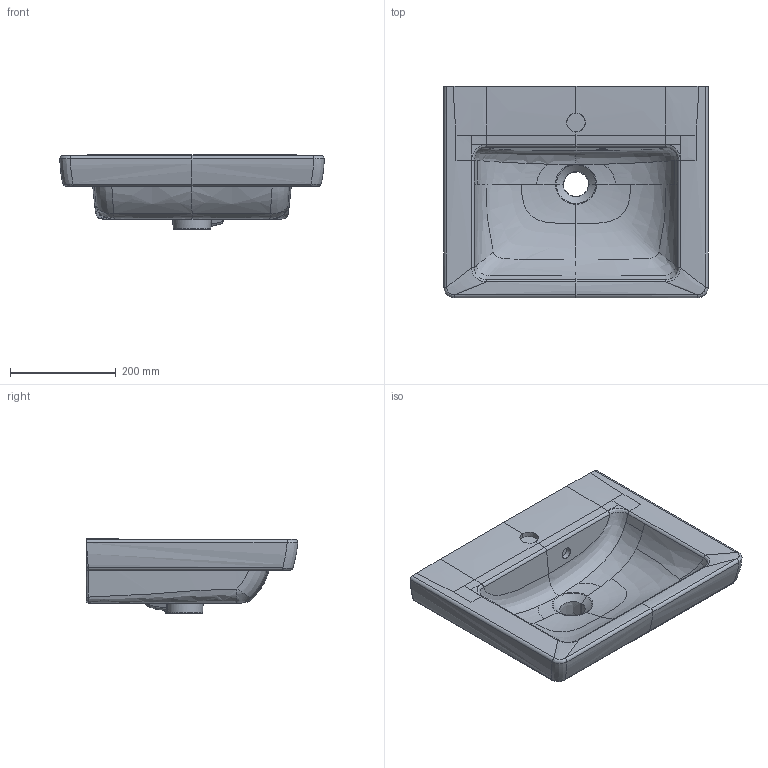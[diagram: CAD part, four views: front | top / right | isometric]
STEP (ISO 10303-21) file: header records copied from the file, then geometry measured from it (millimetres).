
FILE_DESCRIPTION(/* description */ (''),/* implementation_level */ '2;1');
FILE_NAME(/* name */ '7315F0_Subway_2.0_WB-50.stp',/* time_stamp */ '2018-11-14T09:55:03+01:00',/* author */ (''),/* organization */ (''),/* preprocessor_version */ 'ST-DEVELOPER v16',/* originating_system */ 'SIEMENS PLM Software NX 10.0',/* authorisation */ '');
FILE_SCHEMA (('AUTOMOTIVE_DESIGN { 1 0 10303 214 3 1 1 1 }'));
Length unit declared in the file: millimetre
Products named in the file (1): Sier0D5CC7E867jl
Bounding box: 500 x 400 x 141.69 mm (x, y, z)
Volume: 12073588.8 mm3; surface area: 624989.6 mm2
Topology: 1 solids, 1 shells, 200 faces, 514 edges, 313 vertices
Faces by surface type: bspline 142, cylinder 34, plane 15, extrusion 5, sphere 3, cone 1
Entity records: 15692 total; most frequent: CARTESIAN_POINT 12402, ORIENTED_EDGE 1014, EDGE_CURVE 507, B_SPLINE_CURVE_WITH_KNOTS 379, VERTEX_POINT 312, EDGE_LOOP 205, ADVANCED_FACE 200, FACE_OUTER_BOUND 195
